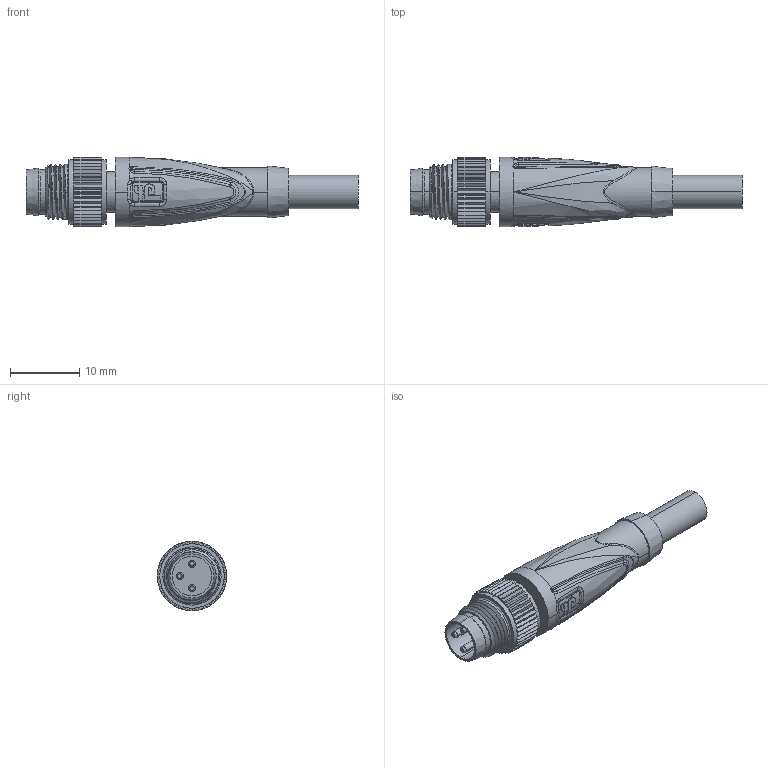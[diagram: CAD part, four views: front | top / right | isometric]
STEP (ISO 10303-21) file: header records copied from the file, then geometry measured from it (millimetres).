
FILE_DESCRIPTION((''),'2;1');
FILE_NAME('DM_CAD-0859','2014-01-13T',('creinig-se'),(''),'PRO/ENGINEER BY PARAMETRIC TECHNOLOGY CORPORATION, 2013050','PRO/ENGINEER BY PARAMETRIC TECHNOLOGY CORPORATION, 2013050','');
FILE_SCHEMA(('CONFIG_CONTROL_DESIGN'));
Length unit declared in the file: millimetre
Products named in the file (1): DM_CAD-0859
Bounding box: 47.9 x 10 x 10 mm (x, y, z)
Volume: 2172.2 mm3; surface area: 2075 mm2
Topology: 1 solids, 1 shells, 515 faces, 1207 edges, 708 vertices
Faces by surface type: plane 241, bspline 114, cylinder 112, cone 30, torus 12, sphere 6
Entity records: 27553 total; most frequent: CARTESIAN_POINT 11136, ORIENTED_EDGE 2414, DIRECTION 2233, EDGE_CURVE 1207, AXIS2_PLACEMENT_3D 882, FILL_AREA_STYLE_COLOUR 839, FILL_AREA_STYLE 839, SURFACE_STYLE_FILL_AREA 839
